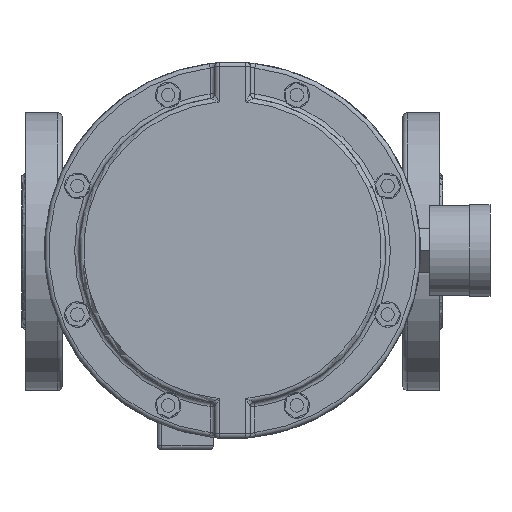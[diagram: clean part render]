
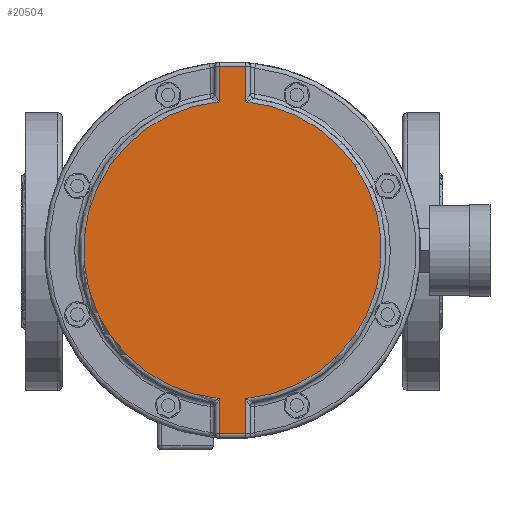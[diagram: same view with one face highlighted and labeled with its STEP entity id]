
A CAD part, top view. The second image highlights one B-rep face of the part: STEP entity #20504.
In plain terms, the highlighted planar face has unit normal (0, 0, 1).
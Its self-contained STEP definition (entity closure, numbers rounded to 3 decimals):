
#474=LINE('',#32227,#1882);
#477=LINE('',#32393,#1885);
#482=LINE('',#32413,#1890);
#485=LINE('',#32581,#1893);
#489=LINE('',#32591,#1897);
#491=LINE('',#32596,#1899);
#1882=VECTOR('',#24639,15.771);
#1885=VECTOR('',#24652,15.771);
#1890=VECTOR('',#24675,15.771);
#1893=VECTOR('',#24692,15.771);
#1897=VECTOR('',#24708,12.);
#1899=VECTOR('',#24716,12.);
#3912=PLANE('',#22047);
#4684=FACE_OUTER_BOUND('',#6066,.T.);
#6066=EDGE_LOOP('',(#14713,#14714,#14715,#14716,#14717,#14718,#14719,#14720));
#8256=CIRCLE('',#22041,66.5);
#8258=CIRCLE('',#22044,66.5);
#9352=VERTEX_POINT('',#32213);
#9355=VERTEX_POINT('',#32226);
#9358=VERTEX_POINT('',#32368);
#9359=VERTEX_POINT('',#32392);
#9362=VERTEX_POINT('',#32399);
#9365=VERTEX_POINT('',#32412);
#9368=VERTEX_POINT('',#32554);
#9369=VERTEX_POINT('',#32580);
#11403=EDGE_CURVE('',#9352,#9355,#474,.T.);
#11412=EDGE_CURVE('',#9358,#9359,#477,.T.);
#11422=EDGE_CURVE('',#9362,#9365,#482,.T.);
#11432=EDGE_CURVE('',#9368,#9369,#485,.T.);
#11438=EDGE_CURVE('',#9369,#9352,#489,.T.);
#11441=EDGE_CURVE('',#9359,#9362,#491,.T.);
#11442=EDGE_CURVE('',#9365,#9368,#8256,.T.);
#11444=EDGE_CURVE('',#9355,#9358,#8258,.T.);
#14713=ORIENTED_EDGE('',*,*,#11444,.F.);
#14714=ORIENTED_EDGE('',*,*,#11403,.F.);
#14715=ORIENTED_EDGE('',*,*,#11438,.F.);
#14716=ORIENTED_EDGE('',*,*,#11432,.F.);
#14717=ORIENTED_EDGE('',*,*,#11442,.F.);
#14718=ORIENTED_EDGE('',*,*,#11422,.F.);
#14719=ORIENTED_EDGE('',*,*,#11441,.F.);
#14720=ORIENTED_EDGE('',*,*,#11412,.F.);
#20504=ADVANCED_FACE('',(#4684),#3912,.F.);
#22041=AXIS2_PLACEMENT_3D('',#32598,#24719,#24720);
#22044=AXIS2_PLACEMENT_3D('',#32601,#24725,#24726);
#22047=AXIS2_PLACEMENT_3D('',#32604,#24731,#24732);
#24639=DIRECTION('',(0.,-1.,0.));
#24652=DIRECTION('',(0.,-1.,0.));
#24675=DIRECTION('',(0.,1.,0.));
#24692=DIRECTION('',(0.,1.,0.));
#24708=DIRECTION('',(1.,0.,0.));
#24716=DIRECTION('',(-1.,0.,0.));
#24719=DIRECTION('center_axis',(0.,0.,
-1.));
#24720=DIRECTION('ref_axis',(-1.,0.,0.));
#24725=DIRECTION('center_axis',(0.,0.,
-1.));
#24726=DIRECTION('ref_axis',(1.,0.,0.));
#24731=DIRECTION('center_axis',(0.,0.,
-1.));
#24732=DIRECTION('ref_axis',(-1.,0.,0.));
#32213=CARTESIAN_POINT('',(6.,82.,456.));
#32226=CARTESIAN_POINT('',(6.,66.229,456.));
#32227=CARTESIAN_POINT('',(6.,0.,456.));
#32368=CARTESIAN_POINT('',(6.,-66.229,456.));
#32392=CARTESIAN_POINT('',(6.,-82.,456.));
#32393=CARTESIAN_POINT('',(6.,0.,456.));
#32399=CARTESIAN_POINT('',(-6.,-82.,456.));
#32412=CARTESIAN_POINT('',(-6.,-66.229,456.));
#32413=CARTESIAN_POINT('',(-6.,0.,456.));
#32554=CARTESIAN_POINT('',(-6.,66.229,456.));
#32580=CARTESIAN_POINT('',(-6.,82.,456.));
#32581=CARTESIAN_POINT('',(-6.,0.,456.));
#32591=CARTESIAN_POINT('',(0.,82.,456.));
#32596=CARTESIAN_POINT('',(0.,-82.,456.));
#32598=CARTESIAN_POINT('Origin',(0.,0.,
456.));
#32601=CARTESIAN_POINT('Origin',(0.,0.,
456.));
#32604=CARTESIAN_POINT('Origin',(0.,0.,
456.));
